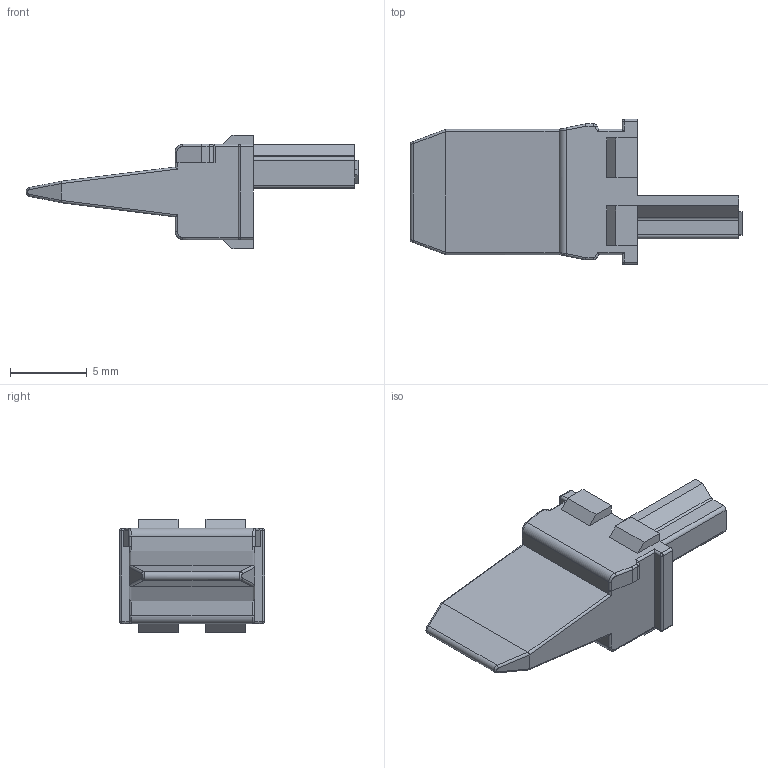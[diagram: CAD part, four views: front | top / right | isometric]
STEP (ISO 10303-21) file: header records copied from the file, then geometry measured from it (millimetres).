
FILE_DESCRIPTION((''),'2;1');
FILE_NAME('C-AW4P-A_3D','2022-06-21T',('Ronald.Yang'),(''),'PRO/ENGINEER BY PARAMETRIC TECHNOLOGY CORPORATION, 2016360','PRO/ENGINEER BY PARAMETRIC TECHNOLOGY CORPORATION, 2016360','');
FILE_SCHEMA(('CONFIG_CONTROL_DESIGN'));
Length unit declared in the file: millimetre
Products named in the file (1): C-AW4P-A_3D
Bounding box: 21.6 x 9.45 x 7.4 mm (x, y, z)
Volume: 473.6 mm3; surface area: 515.4 mm2
Topology: 1 solids, 1 shells, 117 faces, 301 edges, 184 vertices
Faces by surface type: plane 61, cylinder 44, bspline 6, sphere 4, torus 2
Entity records: 3833 total; most frequent: CARTESIAN_POINT 1026, ORIENTED_EDGE 594, DIRECTION 545, EDGE_CURVE 297, VECTOR 211, LINE 211, VERTEX_POINT 184, AXIS2_PLACEMENT_3D 167
